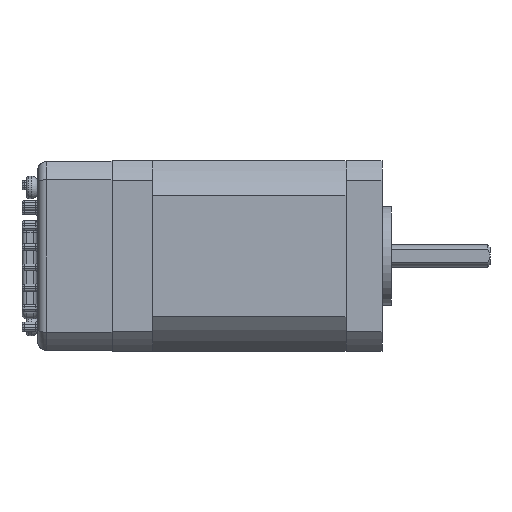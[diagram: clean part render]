
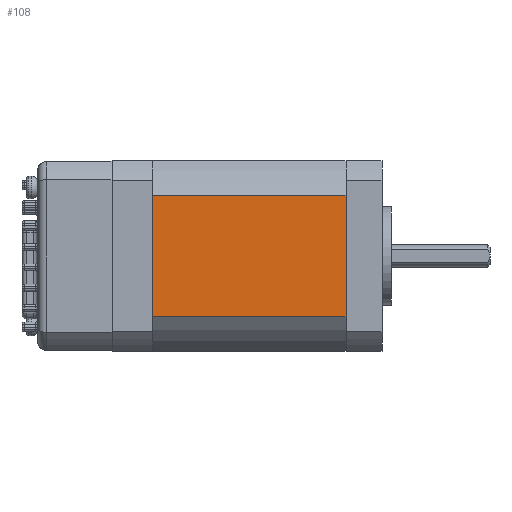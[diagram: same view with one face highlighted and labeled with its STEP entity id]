
A CAD part, left-side view. The second image highlights one B-rep face of the part: STEP entity #108.
In plain terms, the highlighted planar face has unit normal (-1, 0, 0).
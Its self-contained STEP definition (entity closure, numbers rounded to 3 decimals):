
#108 = ADVANCED_FACE ( 'NONE', ( #31837 ), #22948, .F. ) ;
#2322 = EDGE_CURVE ( 'NONE', #36663, #48234, #32818, .T. ) ;
#3468 = DIRECTION ( 'NONE',  ( 0., 1., 0. ) ) ;
#5299 = VERTEX_POINT ( 'NONE', #21173 ) ;
#5571 = VECTOR ( 'NONE', #11960, 1000. ) ;
#7352 = CARTESIAN_POINT ( 'NONE',  ( -21.15, 0., -13.516 ) ) ;
#9849 = LINE ( 'NONE', #31552, #47805 ) ;
#10680 = DIRECTION ( 'NONE',  ( 0., 0., -1. ) ) ;
#11960 = DIRECTION ( 'NONE',  ( 0., 0., 1. ) ) ;
#11987 = DIRECTION ( 'NONE',  ( 0., 0., 1. ) ) ;
#15367 = ORIENTED_EDGE ( 'NONE', *, *, #2322, .T. ) ;
#16134 = CARTESIAN_POINT ( 'NONE',  ( -21.15, 43., 21.15 ) ) ;
#18740 = VECTOR ( 'NONE', #11987, 1000. ) ;
#19495 = VERTEX_POINT ( 'NONE', #30792 ) ;
#21173 = CARTESIAN_POINT ( 'NONE',  ( -21.15, 43., -13.516 ) ) ;
#22948 = PLANE ( 'NONE',  #52800 ) ;
#23812 = EDGE_CURVE ( 'NONE', #5299, #19495, #37285, .T. ) ;
#24035 = CARTESIAN_POINT ( 'NONE',  ( -21.15, 43., 21.15 ) ) ;
#24911 = LINE ( 'NONE', #7352, #38041 ) ;
#30792 = CARTESIAN_POINT ( 'NONE',  ( -21.15, 43., 13.516 ) ) ;
#31552 = CARTESIAN_POINT ( 'NONE',  ( -21.15, 0., 13.516 ) ) ;
#31837 = FACE_OUTER_BOUND ( 'NONE', #49655, .T. ) ;
#32383 = DIRECTION ( 'NONE',  ( 1., 0., 0. ) ) ;
#32818 = LINE ( 'NONE', #53964, #5571 ) ;
#33994 = ORIENTED_EDGE ( 'NONE', *, *, #39616, .F. ) ;
#34279 = ORIENTED_EDGE ( 'NONE', *, *, #23812, .F. ) ;
#36663 = VERTEX_POINT ( 'NONE', #46711 ) ;
#37285 = LINE ( 'NONE', #16134, #18740 ) ;
#38041 = VECTOR ( 'NONE', #3468, 1000. ) ;
#39421 = EDGE_CURVE ( 'NONE', #36663, #5299, #24911, .T. ) ;
#39616 = EDGE_CURVE ( 'NONE', #19495, #48234, #9849, .T. ) ;
#43295 = ORIENTED_EDGE ( 'NONE', *, *, #39421, .F. ) ;
#46711 = CARTESIAN_POINT ( 'NONE',  ( -21.15, 0., -13.516 ) ) ;
#47805 = VECTOR ( 'NONE', #48508, 1000. ) ;
#48234 = VERTEX_POINT ( 'NONE', #53539 ) ;
#48508 = DIRECTION ( 'NONE',  ( 0., -1., 0. ) ) ;
#49655 = EDGE_LOOP ( 'NONE', ( #43295, #15367, #33994, #34279 ) ) ;
#52800 = AXIS2_PLACEMENT_3D ( 'NONE', #24035, #32383, #10680 ) ;
#53539 = CARTESIAN_POINT ( 'NONE',  ( -21.15, 0., 13.516 ) ) ;
#53964 = CARTESIAN_POINT ( 'NONE',  ( -21.15, 0., 21.15 ) ) ;
